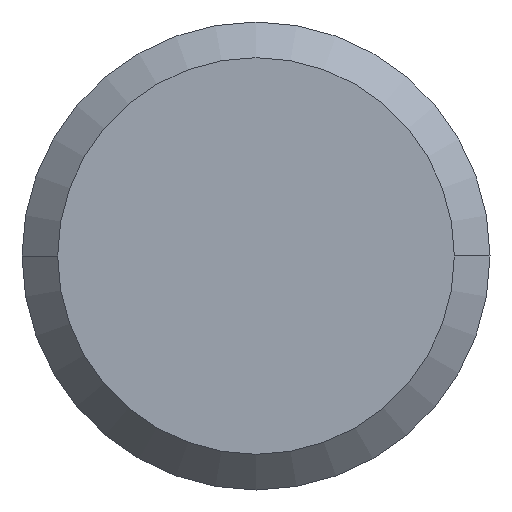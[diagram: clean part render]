
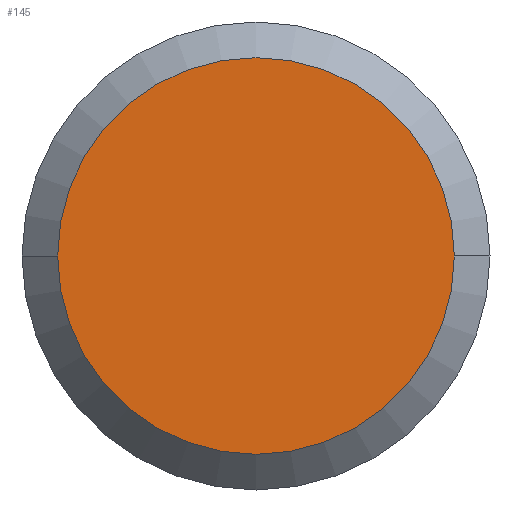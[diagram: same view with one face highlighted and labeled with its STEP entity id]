
A CAD part, left-side view. The second image highlights one B-rep face of the part: STEP entity #145.
In plain terms, the highlighted planar face has unit normal (-1, 0, 0).
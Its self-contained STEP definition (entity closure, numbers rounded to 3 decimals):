
#5 = CARTESIAN_POINT ( 'NONE',  ( 0., 4.238, 0. ) ) ;
#14 = PLANE ( 'NONE',  #245 ) ;
#26 = CARTESIAN_POINT ( 'NONE',  ( 0., -4.238, 0. ) ) ;
#34 = AXIS2_PLACEMENT_3D ( 'NONE', #399, #333, #234 ) ;
#46 = VERTEX_POINT ( 'NONE', #26 ) ;
#50 = CARTESIAN_POINT ( 'NONE',  ( 0., 0., 0. ) ) ;
#75 = CIRCLE ( 'NONE', #34, 4.238 ) ;
#82 = DIRECTION ( 'NONE',  ( 0., 1., 0. ) ) ;
#130 = DIRECTION ( 'NONE',  ( 0., -1., 0. ) ) ;
#145 = ADVANCED_FACE ( 'NONE', ( #349 ), #14, .T. ) ;
#148 = DIRECTION ( 'NONE',  ( 1., 0., 0. ) ) ;
#150 = ORIENTED_EDGE ( 'NONE', *, *, #375, .F. ) ;
#178 = AXIS2_PLACEMENT_3D ( 'NONE', #50, #148, #82 ) ;
#201 = EDGE_CURVE ( 'NONE', #46, #244, #288, .T. ) ;
#230 = CARTESIAN_POINT ( 'NONE',  ( 0., 0., 0. ) ) ;
#234 = DIRECTION ( 'NONE',  ( 0., 1., 0. ) ) ;
#244 = VERTEX_POINT ( 'NONE', #5 ) ;
#245 = AXIS2_PLACEMENT_3D ( 'NONE', #230, #275, #130 ) ;
#255 = ORIENTED_EDGE ( 'NONE', *, *, #201, .F. ) ;
#275 = DIRECTION ( 'NONE',  ( -1., 0., 0. ) ) ;
#288 = CIRCLE ( 'NONE', #178, 4.238 ) ;
#294 = EDGE_LOOP ( 'NONE', ( #150, #255 ) ) ;
#333 = DIRECTION ( 'NONE',  ( 1., 0., 0. ) ) ;
#349 = FACE_OUTER_BOUND ( 'NONE', #294, .T. ) ;
#375 = EDGE_CURVE ( 'NONE', #244, #46, #75, .T. ) ;
#399 = CARTESIAN_POINT ( 'NONE',  ( 0., 0., 0. ) ) ;
